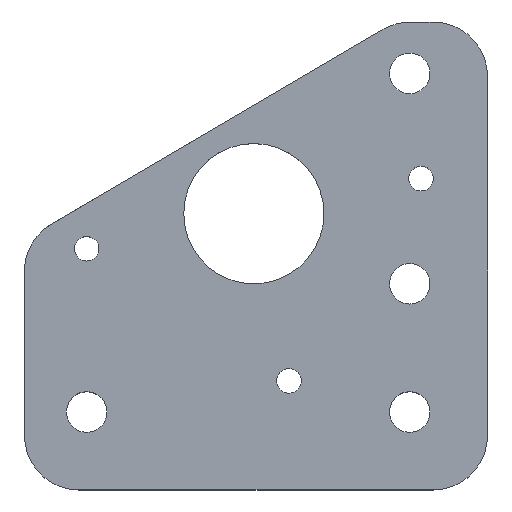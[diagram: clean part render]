
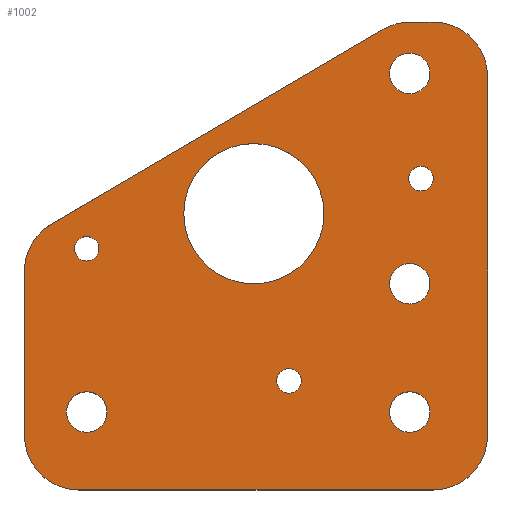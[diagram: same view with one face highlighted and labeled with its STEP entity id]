
A CAD part, top view. The second image highlights one B-rep face of the part: STEP entity #1002.
In plain terms, the highlighted planar face has unit normal (0, 0, 1).
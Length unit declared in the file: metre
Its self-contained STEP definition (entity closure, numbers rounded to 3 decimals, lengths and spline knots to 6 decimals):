
#85=CIRCLE('',#1093,0.0026);
#86=CIRCLE('',#1095,0.0026);
#87=CIRCLE('',#1097,0.0026);
#88=CIRCLE('',#1100,0.009);
#89=CIRCLE('',#1102,0.0026);
#90=CIRCLE('',#1104,0.001575);
#91=CIRCLE('',#1106,0.001575);
#92=CIRCLE('',#1108,0.001575);
#93=CIRCLE('',#1110,0.007);
#94=CIRCLE('',#1111,0.007);
#95=CIRCLE('',#1112,0.007);
#96=CIRCLE('',#1113,0.007);
#97=CIRCLE('',#1114,0.007);
#206=ORIENTED_EDGE('',*,*,#472,.T.);
#207=ORIENTED_EDGE('',*,*,#471,.T.);
#208=ORIENTED_EDGE('',*,*,#470,.T.);
#209=ORIENTED_EDGE('',*,*,#469,.T.);
#210=ORIENTED_EDGE('',*,*,#450,.F.);
#211=ORIENTED_EDGE('',*,*,#474,.F.);
#212=ORIENTED_EDGE('',*,*,#466,.F.);
#213=ORIENTED_EDGE('',*,*,#475,.F.);
#214=ORIENTED_EDGE('',*,*,#460,.F.);
#215=ORIENTED_EDGE('',*,*,#476,.F.);
#216=ORIENTED_EDGE('',*,*,#457,.T.);
#217=ORIENTED_EDGE('',*,*,#477,.F.);
#218=ORIENTED_EDGE('',*,*,#454,.T.);
#219=ORIENTED_EDGE('',*,*,#478,.F.);
#220=ORIENTED_EDGE('',*,*,#465,.T.);
#221=ORIENTED_EDGE('',*,*,#464,.T.);
#222=ORIENTED_EDGE('',*,*,#463,.T.);
#223=ORIENTED_EDGE('',*,*,#473,.T.);
#450=EDGE_CURVE('',#590,#591,#665,.T.);
#454=EDGE_CURVE('',#593,#594,#668,.T.);
#457=EDGE_CURVE('',#595,#596,#671,.T.);
#460=EDGE_CURVE('',#597,#598,#674,.T.);
#463=EDGE_CURVE('',#599,#599,#85,.T.);
#464=EDGE_CURVE('',#600,#600,#86,.T.);
#465=EDGE_CURVE('',#601,#601,#87,.T.);
#466=EDGE_CURVE('',#602,#603,#677,.T.);
#469=EDGE_CURVE('',#604,#604,#88,.T.);
#470=EDGE_CURVE('',#605,#605,#89,.T.);
#471=EDGE_CURVE('',#606,#606,#90,.T.);
#472=EDGE_CURVE('',#607,#607,#91,.T.);
#473=EDGE_CURVE('',#608,#608,#92,.T.);
#474=EDGE_CURVE('',#603,#590,#93,.T.);
#475=EDGE_CURVE('',#598,#602,#94,.T.);
#476=EDGE_CURVE('',#595,#597,#95,.T.);
#477=EDGE_CURVE('',#593,#596,#96,.T.);
#478=EDGE_CURVE('',#591,#594,#97,.T.);
#590=VERTEX_POINT('',#1590);
#591=VERTEX_POINT('',#1592);
#593=VERTEX_POINT('',#1602);
#594=VERTEX_POINT('',#1603);
#595=VERTEX_POINT('',#1608);
#596=VERTEX_POINT('',#1609);
#597=VERTEX_POINT('',#1614);
#598=VERTEX_POINT('',#1615);
#599=VERTEX_POINT('',#1620);
#600=VERTEX_POINT('',#1623);
#601=VERTEX_POINT('',#1626);
#602=VERTEX_POINT('',#1629);
#603=VERTEX_POINT('',#1630);
#604=VERTEX_POINT('',#1635);
#605=VERTEX_POINT('',#1638);
#606=VERTEX_POINT('',#1641);
#607=VERTEX_POINT('',#1644);
#608=VERTEX_POINT('',#1647);
#665=LINE('',#1591,#732);
#668=LINE('',#1601,#735);
#671=LINE('',#1607,#738);
#674=LINE('',#1613,#741);
#677=LINE('',#1628,#744);
#732=VECTOR('',#1263,1.);
#735=VECTOR('',#1268,1.);
#738=VECTOR('',#1273,1.);
#741=VECTOR('',#1278,1.);
#744=VECTOR('',#1295,1.);
#814=EDGE_LOOP('',(#206));
#815=EDGE_LOOP('',(#207));
#816=EDGE_LOOP('',(#208));
#817=EDGE_LOOP('',(#209));
#818=EDGE_LOOP('',(#210,#211,#212,#213,#214,#215,#216,#217,#218,#219));
#819=EDGE_LOOP('',(#220));
#820=EDGE_LOOP('',(#221));
#821=EDGE_LOOP('',(#222));
#822=EDGE_LOOP('',(#223));
#906=FACE_BOUND('',#814,.T.);
#907=FACE_BOUND('',#815,.T.);
#908=FACE_BOUND('',#816,.T.);
#909=FACE_BOUND('',#817,.T.);
#910=FACE_BOUND('',#818,.T.);
#911=FACE_BOUND('',#819,.T.);
#912=FACE_BOUND('',#820,.T.);
#913=FACE_BOUND('',#821,.T.);
#914=FACE_BOUND('',#822,.T.);
#969=PLANE('',#1109);
#1002=ADVANCED_FACE('',(#906,#907,#908,#909,#910,#911,#912,#913,#914),#969,
 .T.);
#1093=AXIS2_PLACEMENT_3D('',#1619,#1283,#1284);
#1095=AXIS2_PLACEMENT_3D('',#1622,#1287,#1288);
#1097=AXIS2_PLACEMENT_3D('',#1625,#1291,#1292);
#1100=AXIS2_PLACEMENT_3D('',#1634,#1300,#1301);
#1102=AXIS2_PLACEMENT_3D('',#1637,#1304,#1305);
#1104=AXIS2_PLACEMENT_3D('',#1640,#1308,#1309);
#1106=AXIS2_PLACEMENT_3D('',#1643,#1312,#1313);
#1108=AXIS2_PLACEMENT_3D('',#1646,#1316,#1317);
#1109=AXIS2_PLACEMENT_3D('',#1648,#1318,#1319);
#1110=AXIS2_PLACEMENT_3D('',#1649,#1320,#1321);
#1111=AXIS2_PLACEMENT_3D('',#1650,#1322,#1323);
#1112=AXIS2_PLACEMENT_3D('',#1651,#1324,#1325);
#1113=AXIS2_PLACEMENT_3D('',#1652,#1326,#1327);
#1114=AXIS2_PLACEMENT_3D('',#1653,#1328,#1329);
#1263=DIRECTION('',(0.862,0.506,0.));
#1268=DIRECTION('',(-1.,0.,0.));
#1273=DIRECTION('',(0.,1.,0.));
#1278=DIRECTION('',(-1.,0.,0.));
#1283=DIRECTION('',(0.,0.,-1.));
#1284=DIRECTION('',(-1.,0.,0.));
#1287=DIRECTION('',(0.,0.,-1.));
#1288=DIRECTION('',(-1.,0.,0.));
#1291=DIRECTION('',(0.,0.,-1.));
#1292=DIRECTION('',(-1.,0.,0.));
#1295=DIRECTION('',(0.,1.,0.));
#1300=DIRECTION('',(0.,0.,-1.));
#1301=DIRECTION('',(-1.,0.,0.));
#1304=DIRECTION('',(0.,0.,-1.));
#1305=DIRECTION('',(-1.,0.,0.));
#1308=DIRECTION('',(0.,0.,-1.));
#1309=DIRECTION('',(-1.,0.,0.));
#1312=DIRECTION('',(0.,0.,-1.));
#1313=DIRECTION('',(-1.,0.,0.));
#1316=DIRECTION('',(0.,0.,-1.));
#1317=DIRECTION('',(-1.,0.,0.));
#1318=DIRECTION('',(0.,0.,1.));
#1319=DIRECTION('',(-1.,0.,0.));
#1320=DIRECTION('',(0.,0.,-1.));
#1321=DIRECTION('',(-1.,0.,0.));
#1322=DIRECTION('',(0.,0.,-1.));
#1323=DIRECTION('',(-1.,0.,0.));
#1324=DIRECTION('',(0.,0.,-1.));
#1325=DIRECTION('',(-1.,0.,0.));
#1326=DIRECTION('',(0.,0.,-1.));
#1327=DIRECTION('',(-1.,0.,0.));
#1328=DIRECTION('',(0.,0.,-1.));
#1329=DIRECTION('',(-1.,0.,0.));
#1590=CARTESIAN_POINT('',(-0.045997,0.024109,0.0454));
#1591=CARTESIAN_POINT('',(-0.029727,0.033659,0.0454));
#1592=CARTESIAN_POINT('',(-0.003435,0.04909,0.0454));
#1601=CARTESIAN_POINT('',(0.004103,0.050053,0.0454));
#1602=CARTESIAN_POINT('',(0.003,0.050053,0.0454));
#1603=CARTESIAN_POINT('',(0.000109,0.050053,0.0454));
#1607=CARTESIAN_POINT('',(0.01,0.030027,0.0454));
#1608=CARTESIAN_POINT('',(0.01,-0.003,0.0454));
#1609=CARTESIAN_POINT('',(0.01,0.043053,0.0454));
#1613=CARTESIAN_POINT('',(-0.029727,-0.01,0.0454));
#1614=CARTESIAN_POINT('',(0.003,-0.01,0.0454));
#1615=CARTESIAN_POINT('',(-0.042453,-0.01,0.0454));
#1619=CARTESIAN_POINT('',(0.,0.016453,0.0454));
#1620=CARTESIAN_POINT('',(-0.0026,0.016453,0.0454));
#1622=CARTESIAN_POINT('',(0.,0.043453,0.0454));
#1623=CARTESIAN_POINT('',(-0.0026,0.043453,0.0454));
#1625=CARTESIAN_POINT('',(0.,0.,0.0454));
#1626=CARTESIAN_POINT('',(-0.0026,0.,0.0454));
#1628=CARTESIAN_POINT('',(-0.049453,0.,0.0454));
#1629=CARTESIAN_POINT('',(-0.049453,-0.003,0.0454));
#1630=CARTESIAN_POINT('',(-0.049453,0.018072,0.0454));
#1634=CARTESIAN_POINT('',(-0.02,0.025453,0.0454));
#1635=CARTESIAN_POINT('',(-0.029,0.025453,0.0454));
#1637=CARTESIAN_POINT('',(-0.041453,0.,0.0454));
#1638=CARTESIAN_POINT('',(-0.044053,0.,0.0454));
#1640=CARTESIAN_POINT('',(-0.041453,0.020953,0.0454));
#1641=CARTESIAN_POINT('',(-0.043028,0.020953,0.0454));
#1643=CARTESIAN_POINT('',(-0.0155,0.004,0.0454));
#1644=CARTESIAN_POINT('',(-0.017075,0.004,0.0454));
#1646=CARTESIAN_POINT('',(0.001453,0.029953,0.0454));
#1647=CARTESIAN_POINT('',(-0.000122,0.029953,0.0454));
#1648=CARTESIAN_POINT('',(-0.019727,0.020027,0.0454));
#1649=CARTESIAN_POINT('',(-0.042453,0.018072,0.0454));
#1650=CARTESIAN_POINT('',(-0.042453,-0.003,0.0454));
#1651=CARTESIAN_POINT('',(0.003,-0.003,0.0454));
#1652=CARTESIAN_POINT('',(0.003,0.043053,0.0454));
#1653=CARTESIAN_POINT('',(0.000109,0.043053,0.0454));
